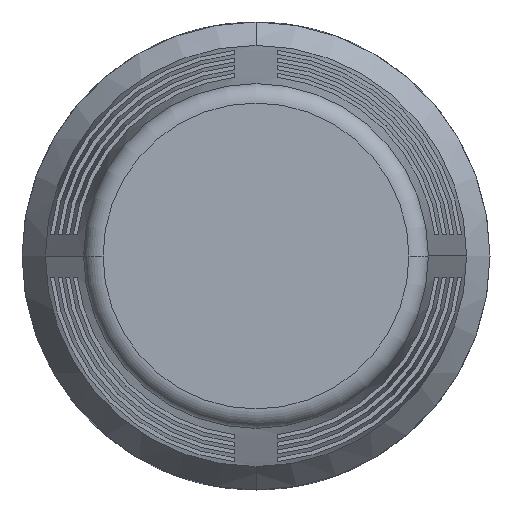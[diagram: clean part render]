
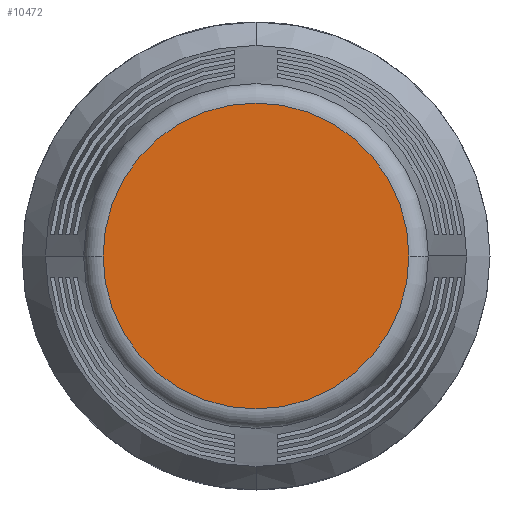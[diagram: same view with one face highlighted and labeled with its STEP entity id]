
A CAD part, front view. The second image highlights one B-rep face of the part: STEP entity #10472.
In plain terms, the highlighted planar face has unit normal (0, -1, 0).
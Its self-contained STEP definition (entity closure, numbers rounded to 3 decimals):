
#706 = AXIS2_PLACEMENT_3D ( 'NONE', #25612, #25613, #25614 ) ;
#947 = AXIS2_PLACEMENT_3D ( 'NONE', #1467, #1468, #1469 ) ;
#1467 = CARTESIAN_POINT ( 'NONE',  ( 0., -50.5, 0. ) ) ;
#1468 = DIRECTION ( 'NONE',  ( 0., -1., 0. ) ) ;
#1469 = DIRECTION ( 'NONE',  ( -1., 0., 0. ) ) ;
#1659 = CARTESIAN_POINT ( 'NONE',  ( 7.845, -50.5, 0. ) ) ;
#1661 = CARTESIAN_POINT ( 'NONE',  ( -7.845, -50.5, 0. ) ) ;
#3322 = CIRCLE ( 'NONE', #706, 7.845 ) ;
#4133 = AXIS2_PLACEMENT_3D ( 'NONE', #19444, #19449, #19450 ) ;
#4938 = FACE_OUTER_BOUND ( 'NONE', #16255, .T. ) ;
#10472 = ADVANCED_FACE ( 'NONE', ( #4938 ), #19446, .T. ) ;
#16170 = VERTEX_POINT ( 'NONE', #1659 ) ;
#16171 = VERTEX_POINT ( 'NONE', #1661 ) ;
#16255 = EDGE_LOOP ( 'NONE', ( #16864, #16863 ) ) ;
#16863 = ORIENTED_EDGE ( 'NONE', *, *, #21121, .T. ) ;
#16864 = ORIENTED_EDGE ( 'NONE', *, *, #21592, .T. ) ;
#19444 = CARTESIAN_POINT ( 'NONE',  ( 0., -50.5, 0. ) ) ;
#19446 = PLANE ( 'NONE',  #4133 ) ;
#19449 = DIRECTION ( 'NONE',  ( 0., -1., 0. ) ) ;
#19450 = DIRECTION ( 'NONE',  ( -1., 0., 0. ) ) ;
#21121 = EDGE_CURVE ( 'NONE', #16170, #16171, #23718, .T. ) ;
#21592 = EDGE_CURVE ( 'NONE', #16171, #16170, #3322, .T. ) ;
#23718 = CIRCLE ( 'NONE', #947, 7.845 ) ;
#25612 = CARTESIAN_POINT ( 'NONE',  ( 0., -50.5, 0. ) ) ;
#25613 = DIRECTION ( 'NONE',  ( 0., -1., 0. ) ) ;
#25614 = DIRECTION ( 'NONE',  ( -1., 0., 0. ) ) ;
